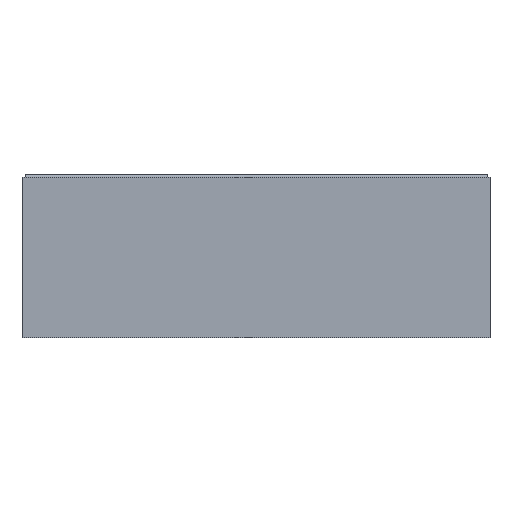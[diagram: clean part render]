
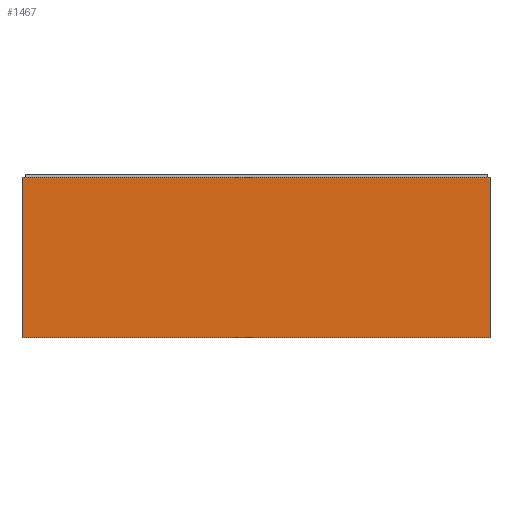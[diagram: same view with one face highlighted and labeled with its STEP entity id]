
A CAD part, front view. The second image highlights one B-rep face of the part: STEP entity #1467.
In plain terms, the highlighted planar face has unit normal (0, -1, 0).
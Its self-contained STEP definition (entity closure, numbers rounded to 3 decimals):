
#9 = CARTESIAN_POINT ( 'NONE',  ( 0., -1.6, 0.55 ) ) ;
#35 = DIRECTION ( 'NONE',  ( -1., 0., 0. ) ) ;
#55 = CARTESIAN_POINT ( 'NONE',  ( 0., -1.6, 0.55 ) ) ;
#151 = DIRECTION ( 'NONE',  ( 0., 0., -1. ) ) ;
#154 = VERTEX_POINT ( 'NONE', #399 ) ;
#156 = VECTOR ( 'NONE', #458, 1000. ) ;
#165 = FACE_OUTER_BOUND ( 'NONE', #1213, .T. ) ;
#199 = ORIENTED_EDGE ( 'NONE', *, *, #1123, .F. ) ;
#374 = CARTESIAN_POINT ( 'NONE',  ( 0., -1.6, 0. ) ) ;
#391 = CARTESIAN_POINT ( 'NONE',  ( -0.8, -1.6, 0.55 ) ) ;
#399 = CARTESIAN_POINT ( 'NONE',  ( 0.8, -1.6, 0.55 ) ) ;
#458 = DIRECTION ( 'NONE',  ( 0., 0., -1. ) ) ;
#469 = CARTESIAN_POINT ( 'NONE',  ( -0.8, -1.6, 0.55 ) ) ;
#475 = VERTEX_POINT ( 'NONE', #391 ) ;
#517 = DIRECTION ( 'NONE',  ( 0., 0., -1. ) ) ;
#577 = CARTESIAN_POINT ( 'NONE',  ( 0.8, -1.6, 0. ) ) ;
#597 = LINE ( 'NONE', #469, #1388 ) ;
#598 = ORIENTED_EDGE ( 'NONE', *, *, #1407, .T. ) ;
#621 = ORIENTED_EDGE ( 'NONE', *, *, #1106, .F. ) ;
#685 = CARTESIAN_POINT ( 'NONE',  ( -0.8, -1.6, 0. ) ) ;
#707 = LINE ( 'NONE', #374, #1267 ) ;
#964 = AXIS2_PLACEMENT_3D ( 'NONE', #55, #1275, #517 ) ;
#1010 = VERTEX_POINT ( 'NONE', #685 ) ;
#1026 = CARTESIAN_POINT ( 'NONE',  ( 0.8, -1.6, 0.275 ) ) ;
#1037 = LINE ( 'NONE', #9, #1076 ) ;
#1045 = LINE ( 'NONE', #1026, #156 ) ;
#1076 = VECTOR ( 'NONE', #1150, 1000. ) ;
#1094 = EDGE_CURVE ( 'NONE', #475, #1010, #597, .T. ) ;
#1099 = VERTEX_POINT ( 'NONE', #577 ) ;
#1106 = EDGE_CURVE ( 'NONE', #154, #1099, #1045, .T. ) ;
#1123 = EDGE_CURVE ( 'NONE', #1099, #1010, #707, .T. ) ;
#1150 = DIRECTION ( 'NONE',  ( -1., 0., 0. ) ) ;
#1192 = PLANE ( 'NONE',  #964 ) ;
#1213 = EDGE_LOOP ( 'NONE', ( #598, #1351, #199, #621 ) ) ;
#1267 = VECTOR ( 'NONE', #35, 1000. ) ;
#1275 = DIRECTION ( 'NONE',  ( 0., -1., 0. ) ) ;
#1351 = ORIENTED_EDGE ( 'NONE', *, *, #1094, .T. ) ;
#1388 = VECTOR ( 'NONE', #151, 1000. ) ;
#1407 = EDGE_CURVE ( 'NONE', #154, #475, #1037, .T. ) ;
#1467 = ADVANCED_FACE ( 'NONE', ( #165 ), #1192, .T. ) ;
